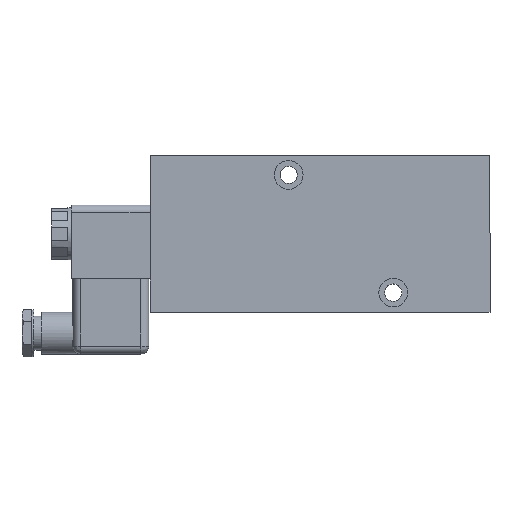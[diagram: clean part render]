
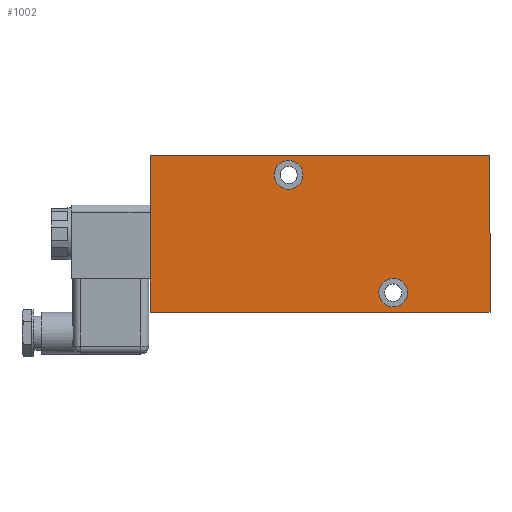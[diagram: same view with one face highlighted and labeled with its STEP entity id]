
A CAD part, top view. The second image highlights one B-rep face of the part: STEP entity #1002.
In plain terms, the highlighted planar face has unit normal (0, 0, 1).
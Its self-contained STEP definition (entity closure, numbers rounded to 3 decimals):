
#34 = CIRCLE ( 'NONE', #3518, 5.5 ) ;
#75 = AXIS2_PLACEMENT_3D ( 'NONE', #2499, #2232, #1044 ) ;
#104 = LINE ( 'NONE', #1315, #2974 ) ;
#244 = ORIENTED_EDGE ( 'NONE', *, *, #2116, .F. ) ;
#331 = CIRCLE ( 'NONE', #3397, 5.5 ) ;
#369 = ORIENTED_EDGE ( 'NONE', *, *, #3558, .T. ) ;
#378 = CARTESIAN_POINT ( 'NONE',  ( 19., -22.5, 30. ) ) ;
#548 = VERTEX_POINT ( 'NONE', #764 ) ;
#671 = ORIENTED_EDGE ( 'NONE', *, *, #1103, .T. ) ;
#673 = EDGE_LOOP ( 'NONE', ( #1147, #2023 ) ) ;
#760 = CARTESIAN_POINT ( 'NONE',  ( -9., 30., 30. ) ) ;
#764 = CARTESIAN_POINT ( 'NONE',  ( 56., 30., 30. ) ) ;
#786 = CARTESIAN_POINT ( 'NONE',  ( -9., -30., 30. ) ) ;
#956 = CARTESIAN_POINT ( 'NONE',  ( 19., -17., 30. ) ) ;
#1002 = ADVANCED_FACE ( 'NONE', ( #1935, #1893, #2163 ), #1014, .T. ) ;
#1014 = PLANE ( 'NONE',  #2252 ) ;
#1044 = DIRECTION ( 'NONE',  ( 0., 1., 0. ) ) ;
#1059 = EDGE_LOOP ( 'NONE', ( #671, #2594, #1820, #244 ) ) ;
#1103 = EDGE_CURVE ( 'NONE', #2404, #1300, #1349, .T. ) ;
#1109 = EDGE_CURVE ( 'NONE', #2003, #548, #2437, .T. ) ;
#1147 = ORIENTED_EDGE ( 'NONE', *, *, #2646, .T. ) ;
#1158 = DIRECTION ( 'NONE',  ( 0., 1., 0. ) ) ;
#1167 = DIRECTION ( 'NONE',  ( 0., 1., 0. ) ) ;
#1189 = CARTESIAN_POINT ( 'NONE',  ( -21., 22.5, 30. ) ) ;
#1246 = CARTESIAN_POINT ( 'NONE',  ( 19., -28., 30. ) ) ;
#1300 = VERTEX_POINT ( 'NONE', #2031 ) ;
#1315 = CARTESIAN_POINT ( 'NONE',  ( 56., 0., 30. ) ) ;
#1349 = LINE ( 'NONE', #786, #3585 ) ;
#1381 = ORIENTED_EDGE ( 'NONE', *, *, #3218, .T. ) ;
#1385 = VECTOR ( 'NONE', #2782, 1000. ) ;
#1447 = CARTESIAN_POINT ( 'NONE',  ( 19., -22.5, 30. ) ) ;
#1497 = CARTESIAN_POINT ( 'NONE',  ( -21., 17., 30. ) ) ;
#1520 = CARTESIAN_POINT ( 'NONE',  ( -21., 28., 30. ) ) ;
#1675 = CIRCLE ( 'NONE', #75, 5.5 ) ;
#1680 = EDGE_LOOP ( 'NONE', ( #369, #1381 ) ) ;
#1820 = ORIENTED_EDGE ( 'NONE', *, *, #1109, .F. ) ;
#1893 = FACE_BOUND ( 'NONE', #1680, .T. ) ;
#1935 = FACE_BOUND ( 'NONE', #673, .T. ) ;
#2003 = VERTEX_POINT ( 'NONE', #2289 ) ;
#2023 = ORIENTED_EDGE ( 'NONE', *, *, #2384, .T. ) ;
#2031 = CARTESIAN_POINT ( 'NONE',  ( 56., -30., 30. ) ) ;
#2097 = DIRECTION ( 'NONE',  ( 0., 1., 0. ) ) ;
#2116 = EDGE_CURVE ( 'NONE', #2404, #2003, #2953, .T. ) ;
#2135 = VERTEX_POINT ( 'NONE', #1497 ) ;
#2141 = CIRCLE ( 'NONE', #2512, 5.5 ) ;
#2163 = FACE_OUTER_BOUND ( 'NONE', #1059, .T. ) ;
#2232 = DIRECTION ( 'NONE',  ( 0., 0., -1. ) ) ;
#2252 = AXIS2_PLACEMENT_3D ( 'NONE', #3279, #3582, #3293 ) ;
#2277 = DIRECTION ( 'NONE',  ( 0., 0., -1. ) ) ;
#2289 = CARTESIAN_POINT ( 'NONE',  ( -74., 30., 30. ) ) ;
#2384 = EDGE_CURVE ( 'NONE', #2135, #2745, #1675, .T. ) ;
#2404 = VERTEX_POINT ( 'NONE', #3067 ) ;
#2437 = LINE ( 'NONE', #760, #1385 ) ;
#2499 = CARTESIAN_POINT ( 'NONE',  ( -21., 22.5, 30. ) ) ;
#2512 = AXIS2_PLACEMENT_3D ( 'NONE', #1447, #2277, #1158 ) ;
#2594 = ORIENTED_EDGE ( 'NONE', *, *, #2890, .T. ) ;
#2646 = EDGE_CURVE ( 'NONE', #2745, #2135, #34, .T. ) ;
#2659 = DIRECTION ( 'NONE',  ( 0., 1., 0. ) ) ;
#2674 = DIRECTION ( 'NONE',  ( 0., 0., -1. ) ) ;
#2745 = VERTEX_POINT ( 'NONE', #1520 ) ;
#2782 = DIRECTION ( 'NONE',  ( 1., 0., 0. ) ) ;
#2804 = DIRECTION ( 'NONE',  ( 1., 0., 0. ) ) ;
#2890 = EDGE_CURVE ( 'NONE', #1300, #548, #104, .T. ) ;
#2953 = LINE ( 'NONE', #3246, #3645 ) ;
#2974 = VECTOR ( 'NONE', #3050, 1000. ) ;
#3050 = DIRECTION ( 'NONE',  ( 0., 1., 0. ) ) ;
#3067 = CARTESIAN_POINT ( 'NONE',  ( -74., -30., 30. ) ) ;
#3191 = DIRECTION ( 'NONE',  ( 0., 0., -1. ) ) ;
#3218 = EDGE_CURVE ( 'NONE', #3720, #3275, #331, .T. ) ;
#3246 = CARTESIAN_POINT ( 'NONE',  ( -74., 0., 30. ) ) ;
#3275 = VERTEX_POINT ( 'NONE', #956 ) ;
#3279 = CARTESIAN_POINT ( 'NONE',  ( 56., 30., 30. ) ) ;
#3293 = DIRECTION ( 'NONE',  ( -1., 0., 0. ) ) ;
#3397 = AXIS2_PLACEMENT_3D ( 'NONE', #378, #2674, #2097 ) ;
#3518 = AXIS2_PLACEMENT_3D ( 'NONE', #1189, #3191, #1167 ) ;
#3558 = EDGE_CURVE ( 'NONE', #3275, #3720, #2141, .T. ) ;
#3582 = DIRECTION ( 'NONE',  ( 0., 0., 1. ) ) ;
#3585 = VECTOR ( 'NONE', #2804, 1000. ) ;
#3645 = VECTOR ( 'NONE', #2659, 1000. ) ;
#3720 = VERTEX_POINT ( 'NONE', #1246 ) ;
